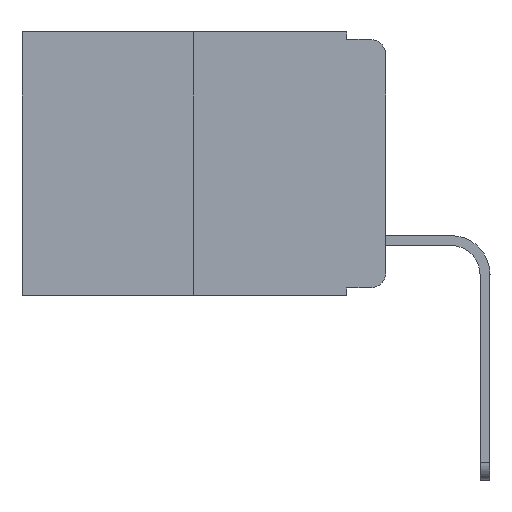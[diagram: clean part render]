
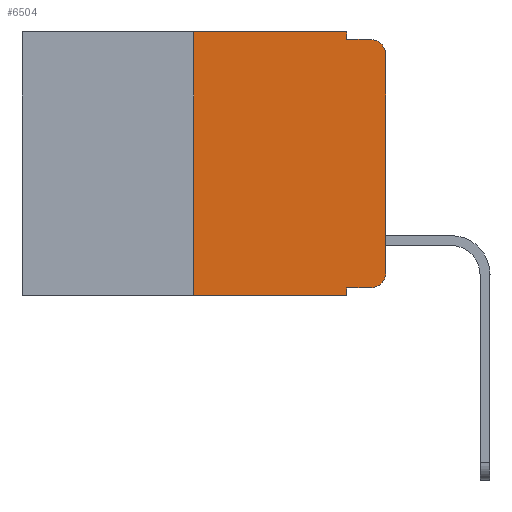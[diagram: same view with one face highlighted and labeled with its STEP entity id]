
A CAD part, left-side view. The second image highlights one B-rep face of the part: STEP entity #6504.
In plain terms, the highlighted planar face has unit normal (-1, 0, 0).
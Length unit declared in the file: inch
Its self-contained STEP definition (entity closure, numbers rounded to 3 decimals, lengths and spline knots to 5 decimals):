
#38 = VERTEX_POINT ( 'NONE', #18750 ) ;
#158 = VECTOR ( 'NONE', #8592, 39.37008 ) ;
#229 = DIRECTION ( 'NONE',  ( 1., 0., 0. ) ) ;
#382 = CIRCLE ( 'NONE', #3562, 0.02 ) ;
#545 = EDGE_CURVE ( 'NONE', #9875, #2509, #382, .T. ) ;
#621 = CARTESIAN_POINT ( 'NONE',  ( 0., 0.051, -0.333 ) ) ;
#934 = CARTESIAN_POINT ( 'NONE',  ( 0., 0.051, -0.01 ) ) ;
#1145 = ORIENTED_EDGE ( 'NONE', *, *, #19738, .T. ) ;
#1521 = ORIENTED_EDGE ( 'NONE', *, *, #7927, .F. ) ;
#1818 = ORIENTED_EDGE ( 'NONE', *, *, #15067, .F. ) ;
#1929 = DIRECTION ( 'NONE',  ( 0., 0., -1. ) ) ;
#1950 = CARTESIAN_POINT ( 'NONE',  ( 0., 0.051, 0. ) ) ;
#1957 = ORIENTED_EDGE ( 'NONE', *, *, #12974, .F. ) ;
#2086 = VERTEX_POINT ( 'NONE', #20188 ) ;
#2288 = FACE_OUTER_BOUND ( 'NONE', #14507, .T. ) ;
#2492 = EDGE_CURVE ( 'NONE', #18672, #9875, #6437, .T. ) ;
#2509 = VERTEX_POINT ( 'NONE', #10308 ) ;
#2516 = EDGE_CURVE ( 'NONE', #38, #9104, #15905, .T. ) ;
#3146 = VECTOR ( 'NONE', #15179, 39.37008 ) ;
#3562 = AXIS2_PLACEMENT_3D ( 'NONE', #7790, #14060, #18937 ) ;
#4295 = CARTESIAN_POINT ( 'NONE',  ( 0., 0.25, 0. ) ) ;
#4554 = LINE ( 'NONE', #934, #14816 ) ;
#4690 = EDGE_CURVE ( 'NONE', #12573, #10203, #14114, .T. ) ;
#5040 = AXIS2_PLACEMENT_3D ( 'NONE', #13105, #19585, #1929 ) ;
#5297 = DIRECTION ( 'NONE',  ( 0., 0., -1. ) ) ;
#5451 = CIRCLE ( 'NONE', #5040, 0.02 ) ;
#5596 = DIRECTION ( 'NONE',  ( 0., 0., 1. ) ) ;
#5773 = VECTOR ( 'NONE', #17713, 39.37008 ) ;
#6080 = EDGE_CURVE ( 'NONE', #15358, #2509, #4554, .T. ) ;
#6437 = LINE ( 'NONE', #13453, #8939 ) ;
#6504 = ADVANCED_FACE ( 'NONE', ( #2288 ), #14883, .F. ) ;
#6799 = CARTESIAN_POINT ( 'NONE',  ( 0., 0.02, -0.333 ) ) ;
#6887 = VECTOR ( 'NONE', #8356, 39.37008 ) ;
#6921 = VERTEX_POINT ( 'NONE', #6799 ) ;
#7227 = CARTESIAN_POINT ( 'NONE',  ( 0., 0., -0.03 ) ) ;
#7790 = CARTESIAN_POINT ( 'NONE',  ( 0., 0.02, -0.03 ) ) ;
#7927 = EDGE_CURVE ( 'NONE', #2086, #9104, #9822, .T. ) ;
#8356 = DIRECTION ( 'NONE',  ( 0., 0., 1. ) ) ;
#8504 = AXIS2_PLACEMENT_3D ( 'NONE', #14813, #229, #5297 ) ;
#8592 = DIRECTION ( 'NONE',  ( 0., 0., -1. ) ) ;
#8937 = CARTESIAN_POINT ( 'NONE',  ( 0., 0.473, 0. ) ) ;
#8939 = VECTOR ( 'NONE', #5596, 39.37008 ) ;
#9104 = VERTEX_POINT ( 'NONE', #12075 ) ;
#9157 = ORIENTED_EDGE ( 'NONE', *, *, #2492, .T. ) ;
#9486 = LINE ( 'NONE', #621, #19697 ) ;
#9822 = LINE ( 'NONE', #1950, #5773 ) ;
#9875 = VERTEX_POINT ( 'NONE', #7227 ) ;
#10081 = CARTESIAN_POINT ( 'NONE',  ( 0., 0., -0.313 ) ) ;
#10203 = VERTEX_POINT ( 'NONE', #15022 ) ;
#10308 = CARTESIAN_POINT ( 'NONE',  ( 0., 0.02, -0.01 ) ) ;
#10826 = ORIENTED_EDGE ( 'NONE', *, *, #4690, .F. ) ;
#11337 = ORIENTED_EDGE ( 'NONE', *, *, #11672, .T. ) ;
#11672 = EDGE_CURVE ( 'NONE', #6921, #18672, #5451, .T. ) ;
#11739 = ORIENTED_EDGE ( 'NONE', *, *, #2516, .T. ) ;
#12075 = CARTESIAN_POINT ( 'NONE',  ( 0., 0.051, -0.343 ) ) ;
#12206 = DIRECTION ( 'NONE',  ( 0., -1., 0. ) ) ;
#12573 = VERTEX_POINT ( 'NONE', #4295 ) ;
#12617 = VECTOR ( 'NONE', #12206, 39.37008 ) ;
#12974 = EDGE_CURVE ( 'NONE', #10203, #15358, #14404, .T. ) ;
#13105 = CARTESIAN_POINT ( 'NONE',  ( 0., 0.02, -0.313 ) ) ;
#13453 = CARTESIAN_POINT ( 'NONE',  ( 0., 0., 0. ) ) ;
#13859 = DIRECTION ( 'NONE',  ( 0., -1., 0. ) ) ;
#14060 = DIRECTION ( 'NONE',  ( -1., 0., 0. ) ) ;
#14114 = LINE ( 'NONE', #8937, #12617 ) ;
#14404 = LINE ( 'NONE', #16519, #158 ) ;
#14507 = EDGE_LOOP ( 'NONE', ( #9157, #15460, #16428, #1957, #10826, #1818, #11739, #1521, #1145, #11337 ) ) ;
#14813 = CARTESIAN_POINT ( 'NONE',  ( 0., 0.473, 0. ) ) ;
#14816 = VECTOR ( 'NONE', #13859, 39.37008 ) ;
#14826 = CARTESIAN_POINT ( 'NONE',  ( 0., 0.25, 0. ) ) ;
#14883 = PLANE ( 'NONE',  #8504 ) ;
#15022 = CARTESIAN_POINT ( 'NONE',  ( 0., 0.051, 0. ) ) ;
#15067 = EDGE_CURVE ( 'NONE', #38, #12573, #17606, .T. ) ;
#15083 = DIRECTION ( 'NONE',  ( 0., -1., 0. ) ) ;
#15179 = DIRECTION ( 'NONE',  ( 0., -1., 0. ) ) ;
#15358 = VERTEX_POINT ( 'NONE', #15443 ) ;
#15443 = CARTESIAN_POINT ( 'NONE',  ( 0., 0.051, -0.01 ) ) ;
#15460 = ORIENTED_EDGE ( 'NONE', *, *, #545, .T. ) ;
#15905 = LINE ( 'NONE', #16564, #3146 ) ;
#16428 = ORIENTED_EDGE ( 'NONE', *, *, #6080, .F. ) ;
#16519 = CARTESIAN_POINT ( 'NONE',  ( 0., 0.051, 0. ) ) ;
#16564 = CARTESIAN_POINT ( 'NONE',  ( 0., 0.473, -0.343 ) ) ;
#17606 = LINE ( 'NONE', #14826, #6887 ) ;
#17713 = DIRECTION ( 'NONE',  ( 0., 0., -1. ) ) ;
#18672 = VERTEX_POINT ( 'NONE', #10081 ) ;
#18750 = CARTESIAN_POINT ( 'NONE',  ( 0., 0.25, -0.343 ) ) ;
#18937 = DIRECTION ( 'NONE',  ( 0., 0., -1. ) ) ;
#19585 = DIRECTION ( 'NONE',  ( -1., 0., 0. ) ) ;
#19697 = VECTOR ( 'NONE', #15083, 39.37008 ) ;
#19738 = EDGE_CURVE ( 'NONE', #2086, #6921, #9486, .T. ) ;
#20188 = CARTESIAN_POINT ( 'NONE',  ( 0., 0.051, -0.333 ) ) ;
